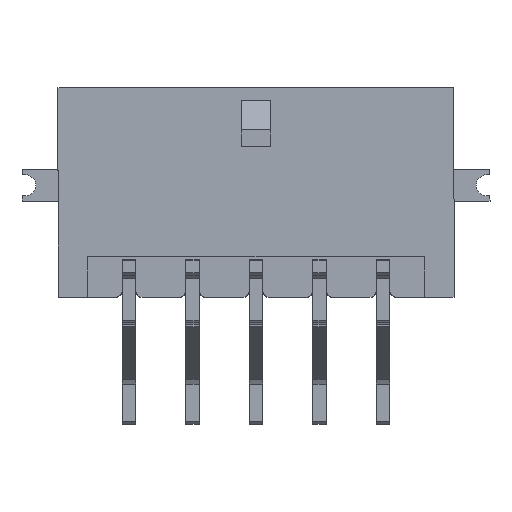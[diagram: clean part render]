
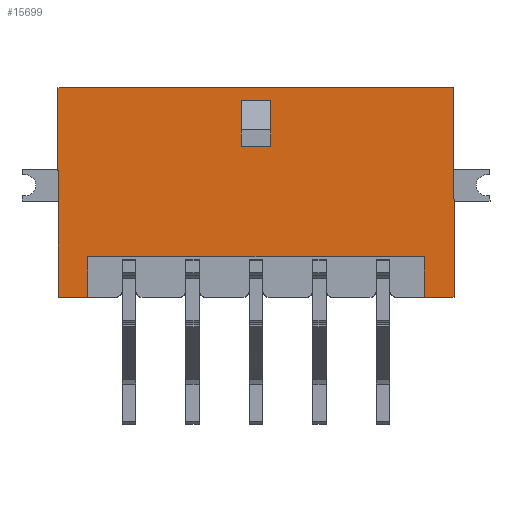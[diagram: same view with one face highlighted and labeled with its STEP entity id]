
A CAD part, top view. The second image highlights one B-rep face of the part: STEP entity #15699.
In plain terms, the highlighted face is planar.
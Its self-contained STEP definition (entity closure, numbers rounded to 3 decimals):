
#1141=ORIENTED_EDGE('',*,*,#3956,.F.);
#1142=ORIENTED_EDGE('',*,*,#4273,.F.);
#1143=ORIENTED_EDGE('',*,*,#4274,.T.);
#1144=ORIENTED_EDGE('',*,*,#4275,.T.);
#1145=ORIENTED_EDGE('',*,*,#4276,.F.);
#1146=ORIENTED_EDGE('',*,*,#4277,.F.);
#1147=ORIENTED_EDGE('',*,*,#3951,.F.);
#1148=ORIENTED_EDGE('',*,*,#3954,.F.);
#1149=ORIENTED_EDGE('',*,*,#3915,.T.);
#1150=ORIENTED_EDGE('',*,*,#3922,.T.);
#1151=ORIENTED_EDGE('',*,*,#3911,.F.);
#1152=ORIENTED_EDGE('',*,*,#3920,.F.);
#3911=EDGE_CURVE('',#5563,#5564,#6658,.T.);
#3915=EDGE_CURVE('',#5567,#5568,#6662,.T.);
#3920=EDGE_CURVE('',#5567,#5563,#6667,.T.);
#3922=EDGE_CURVE('',#5568,#5564,#6669,.T.);
#3951=EDGE_CURVE('',#5593,#5594,#6688,.T.);
#3954=EDGE_CURVE('',#5595,#5593,#6691,.T.);
#3956=EDGE_CURVE('',#5596,#5595,#6693,.T.);
#4273=EDGE_CURVE('',#5812,#5596,#6996,.T.);
#4274=EDGE_CURVE('',#5812,#5813,#6997,.T.);
#4275=EDGE_CURVE('',#5813,#5814,#6998,.T.);
#4276=EDGE_CURVE('',#5815,#5814,#6999,.T.);
#4277=EDGE_CURVE('',#5594,#5815,#7000,.T.);
#5563=VERTEX_POINT('',#20712);
#5564=VERTEX_POINT('',#20713);
#5567=VERTEX_POINT('',#20721);
#5568=VERTEX_POINT('',#20722);
#5593=VERTEX_POINT('',#20788);
#5594=VERTEX_POINT('',#20789);
#5595=VERTEX_POINT('',#20794);
#5596=VERTEX_POINT('',#20798);
#5812=VERTEX_POINT('',#21417);
#5813=VERTEX_POINT('',#21419);
#5814=VERTEX_POINT('',#21421);
#5815=VERTEX_POINT('',#21423);
#6658=LINE('',#20711,#8205);
#6662=LINE('',#20720,#8209);
#6667=LINE('',#20730,#8214);
#6669=LINE('',#20734,#8216);
#6688=LINE('',#20787,#8235);
#6691=LINE('',#20793,#8238);
#6693=LINE('',#20797,#8240);
#6996=LINE('',#21416,#8543);
#6997=LINE('',#21418,#8544);
#6998=LINE('',#21420,#8545);
#6999=LINE('',#21422,#8546);
#7000=LINE('',#21424,#8547);
#8205=VECTOR('',#17400,1000.);
#8209=VECTOR('',#17406,1000.);
#8214=VECTOR('',#17413,1000.);
#8216=VECTOR('',#17419,1000.);
#8235=VECTOR('',#17462,1000.);
#8238=VECTOR('',#17467,1000.);
#8240=VECTOR('',#17471,1000.);
#8543=VECTOR('',#17974,1000.);
#8544=VECTOR('',#17975,1000.);
#8545=VECTOR('',#17976,1000.);
#8546=VECTOR('',#17977,1000.);
#8547=VECTOR('',#17978,1000.);
#9553=EDGE_LOOP('',(#1141,#1142,#1143,#1144,#1145,#1146,#1147,#1148));
#9554=EDGE_LOOP('',(#1149,#1150,#1151,#1152));
#10196=FACE_BOUND('',#9553,.T.);
#10197=FACE_BOUND('',#9554,.T.);
#10829=PLANE('',#16346);
#15699=ADVANCED_FACE('',(#10196,#10197),#10829,.T.);
#16346=AXIS2_PLACEMENT_3D('',#21415,#17972,#17973);
#17400=DIRECTION('',(0.,0.,1.));
#17406=DIRECTION('',(0.,0.,1.));
#17413=DIRECTION('',(0.,-1.,0.));
#17419=DIRECTION('',(0.,-1.,0.));
#17462=DIRECTION('',(0.,0.,-1.));
#17467=DIRECTION('',(0.,1.,0.));
#17471=DIRECTION('',(0.,0.,1.));
#17972=DIRECTION('',(-1.,0.,0.));
#17973=DIRECTION('',(0.,0.,1.));
#17974=DIRECTION('',(0.,1.,0.));
#17975=DIRECTION('',(0.,0.,1.));
#17976=DIRECTION('',(0.,1.,0.));
#17977=DIRECTION('',(0.,0.,1.));
#17978=DIRECTION('',(0.,1.,0.));
#20711=CARTESIAN_POINT('',(-3.43,-0.7,2.15));
#20712=CARTESIAN_POINT('',(-3.43,-0.7,2.15));
#20713=CARTESIAN_POINT('',(-3.43,-0.7,4.35));
#20720=CARTESIAN_POINT('',(-3.43,0.7,2.15));
#20721=CARTESIAN_POINT('',(-3.43,0.7,2.15));
#20722=CARTESIAN_POINT('',(-3.43,0.7,4.35));
#20730=CARTESIAN_POINT('',(-3.43,0.7,2.15));
#20734=CARTESIAN_POINT('',(-3.43,0.7,4.35));
#20787=CARTESIAN_POINT('',(-3.43,7.95,-3.05));
#20788=CARTESIAN_POINT('',(-3.43,7.95,-3.05));
#20789=CARTESIAN_POINT('',(-3.43,7.95,-4.95));
#20793=CARTESIAN_POINT('',(-3.43,-7.95,-3.05));
#20794=CARTESIAN_POINT('',(-3.43,-7.95,-3.05));
#20797=CARTESIAN_POINT('',(-3.43,-7.95,-4.95));
#20798=CARTESIAN_POINT('',(-3.43,-7.95,-4.95));
#21415=CARTESIAN_POINT('',(-3.43,-9.35,-4.95));
#21416=CARTESIAN_POINT('',(-3.43,-9.35,-4.95));
#21417=CARTESIAN_POINT('',(-3.43,-9.35,-4.95));
#21418=CARTESIAN_POINT('',(-3.43,-9.35,-4.95));
#21419=CARTESIAN_POINT('',(-3.43,-9.35,4.95));
#21420=CARTESIAN_POINT('',(-3.43,-9.35,4.95));
#21421=CARTESIAN_POINT('',(-3.43,9.35,4.95));
#21422=CARTESIAN_POINT('',(-3.43,9.35,-4.95));
#21423=CARTESIAN_POINT('',(-3.43,9.35,-4.95));
#21424=CARTESIAN_POINT('',(-3.43,-9.35,-4.95));
